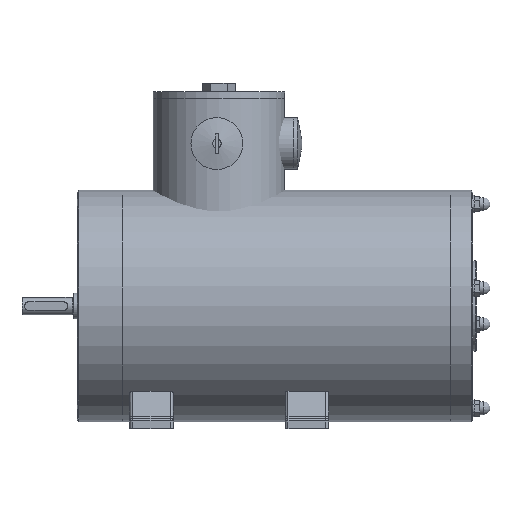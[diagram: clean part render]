
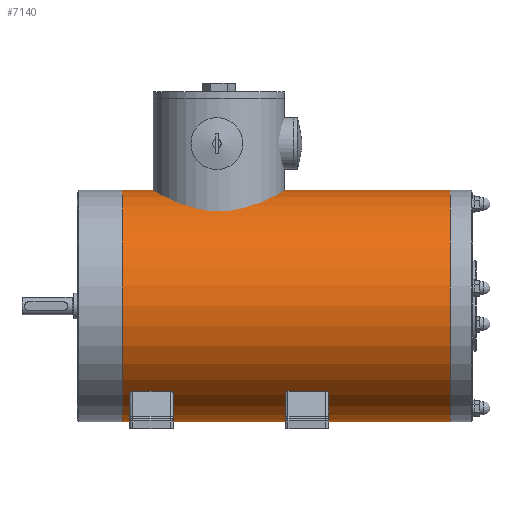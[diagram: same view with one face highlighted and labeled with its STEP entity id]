
A CAD part, front view. The second image highlights one B-rep face of the part: STEP entity #7140.
In plain terms, the highlighted cylindrical face has radius 67 mm (diameter 134 mm), a full revolution.
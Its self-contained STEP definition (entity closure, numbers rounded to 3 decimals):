
#7140=ADVANCED_FACE('', (#7150,#7160), #7170, .T.);
#25020=AXIS2_PLACEMENT_3D('Ax2Pl3d', #25030, #25040, #25050);
#25060=AXIS2_PLACEMENT_3D('Ax2Pl3d', #25070, #25080, #25090);
#25100=AXIS2_PLACEMENT_3D('Ax2Pl3d', #25110, #25120, #25130);
#25030=CARTESIAN_POINT('HicPkt', (167.,0.,0.));
#47010=CARTESIAN_POINT('', (167.,-67.,0.));
#25070=CARTESIAN_POINT('HicPkt', (-23.,0.,
0.));
#25110=CARTESIAN_POINT('HicPkt', (-23.,0.,0.));
#47020=CARTESIAN_POINT('', (-23.,0.,67.));
#49860=CIRCLE('Circle', #25020, 67.);
#49870=CIRCLE('Circle', #25100, 67.);
#7170=CYLINDRICAL_SURFACE('Zyl', #25060, 67.);
#25040=DIRECTION('Axis', (1.,0.,0.));
#25050=DIRECTION('RefDirection', (0.,0.,-1.));
#25080=DIRECTION('Axis', (1.,0.,0.));
#25090=DIRECTION('RefDirection', (0.,0.,-1.));
#25120=DIRECTION('Axis', (-1.,0.,
0.));
#25130=DIRECTION('RefDirection', (0.,
0.,-1.));
#75230=EDGE_CURVE('', #75240, #75240, #49860, .T.);
#75250=EDGE_CURVE('', #75260, #75260, #49870, .T.);
#87370=EDGE_LOOP('Edge_loop', (#87380));
#87390=EDGE_LOOP('Edge_loop', (#87400));
#7160=FACE_BOUND('', #87390, .T.);
#7150=FACE_OUTER_BOUND('Face_outer_bound', #87370, .T.);
#87380=ORIENTED_EDGE('', *, *, #75230, .F.);
#87400=ORIENTED_EDGE('', *, *, #75250, .F.);
#75240=VERTEX_POINT('', #47010);
#75260=VERTEX_POINT('', #47020);
